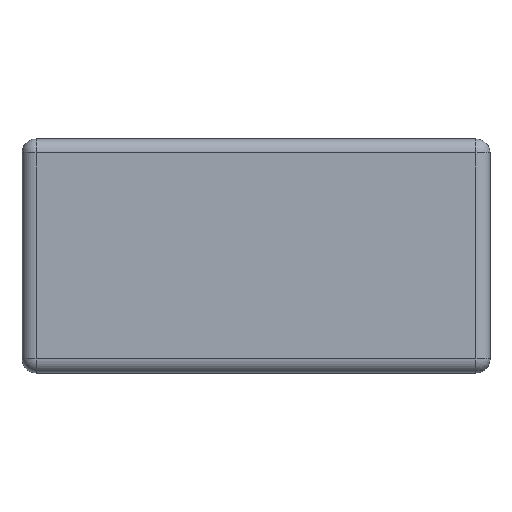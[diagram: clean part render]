
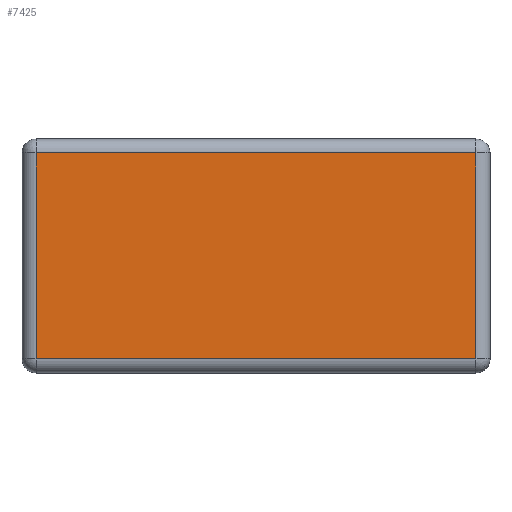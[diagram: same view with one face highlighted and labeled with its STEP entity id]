
A CAD part, top view. The second image highlights one B-rep face of the part: STEP entity #7425.
In plain terms, the highlighted face is planar.
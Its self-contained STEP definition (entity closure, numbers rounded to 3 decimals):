
#7165=CARTESIAN_POINT('',(-47.0,-22.,-13.0));
#7166=VERTEX_POINT('',#7165);
#7174=CARTESIAN_POINT('',(47.,-22.,-13.0));
#7175=VERTEX_POINT('',#7174);
#7176=CARTESIAN_POINT('',(-47.0,-22.,-13.0));
#7177=DIRECTION('',(1.0,0.0,0.0));
#7178=VECTOR('',#7177,94.0);
#7179=LINE('',#7176,#7178);
#7180=EDGE_CURVE('',#7166,#7175,#7179,.T.);
#7212=CARTESIAN_POINT('',(47.0,22.,-13.0));
#7213=VERTEX_POINT('',#7212);
#7214=CARTESIAN_POINT('',(47.0,-22.,-13.0));
#7215=DIRECTION('',(0.0,1.0,0.0));
#7216=VECTOR('',#7215,44.);
#7217=LINE('',#7214,#7216);
#7218=EDGE_CURVE('',#7175,#7213,#7217,.T.);
#7262=CARTESIAN_POINT('',(-47.,22.,-13.0));
#7263=VERTEX_POINT('',#7262);
#7264=CARTESIAN_POINT('',(47.0,22.,-13.0));
#7265=DIRECTION('',(-1.0,0.0,0.0));
#7266=VECTOR('',#7265,94.0);
#7267=LINE('',#7264,#7266);
#7268=EDGE_CURVE('',#7213,#7263,#7267,.T.);
#7317=CARTESIAN_POINT('',(-47.0,22.,-13.0));
#7318=DIRECTION('',(0.0,-1.0,0.0));
#7319=VECTOR('',#7318,44.);
#7320=LINE('',#7317,#7319);
#7321=EDGE_CURVE('',#7263,#7166,#7320,.T.);
#7414=CARTESIAN_POINT('',(0.,0.,-13.0));
#7415=DIRECTION('',(0.0,0.0,1.0));
#7416=DIRECTION('',(1.0,0.0,0.0));
#7417=AXIS2_PLACEMENT_3D('',#7414,#7415,#7416);
#7418=PLANE('',#7417);
#7419=ORIENTED_EDGE('',*,*,#7180,.F.);
#7420=ORIENTED_EDGE('',*,*,#7321,.F.);
#7421=ORIENTED_EDGE('',*,*,#7268,.F.);
#7422=ORIENTED_EDGE('',*,*,#7218,.F.);
#7423=EDGE_LOOP('',(#7419,#7420,#7421,#7422));
#7424=FACE_OUTER_BOUND('',#7423,.T.);
#7425=ADVANCED_FACE('',(#7424),#7418,.F.);
